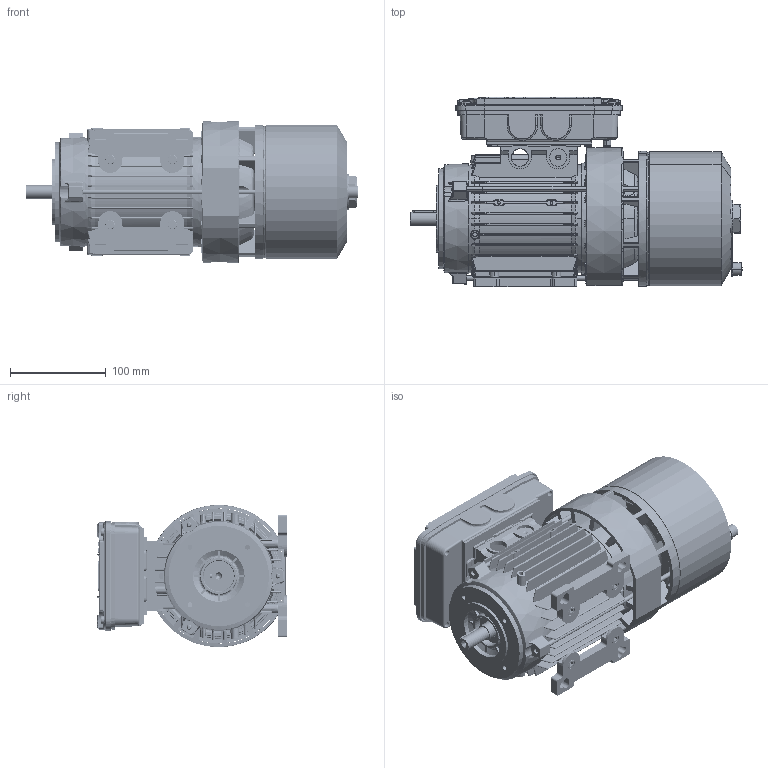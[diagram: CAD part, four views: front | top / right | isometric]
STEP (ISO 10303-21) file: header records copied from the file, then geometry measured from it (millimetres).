
FILE_DESCRIPTION (( 'STEP AP214' ), '1' );
FILE_NAME ('18I6.STEP', '2024-04-23T22:09:45', ( '' ), ( '' ), 'SwSTEP 2.0', 'SolidWorks 2021', '' );
FILE_SCHEMA (( 'AUTOMOTIVE_DESIGN' ));
Length unit declared in the file: inch
Products named in the file (1): 18I6
Bounding box: 347.18 x 198 x 149 mm (x, y, z)
Volume: 1109910.7 mm3; surface area: 708049.1 mm2
Topology: 28 solids, 36 shells, 4175 faces, 11228 edges, 7055 vertices
Faces by surface type: plane 1389, cylinder 1316, bspline 1063, cone 407
Entity records: 173942 total; most frequent: CARTESIAN_POINT 78467, ORIENTED_EDGE 22080, DIRECTION 17206, EDGE_CURVE 11040, VERTEX_POINT 7055, AXIS2_PLACEMENT_3D 6338, VECTOR 4530, LINE 4530
